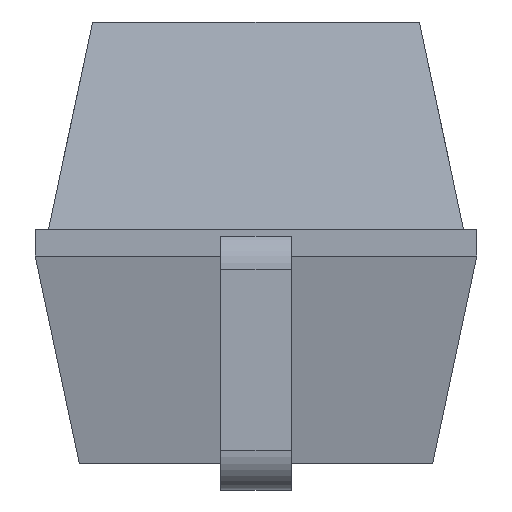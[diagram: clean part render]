
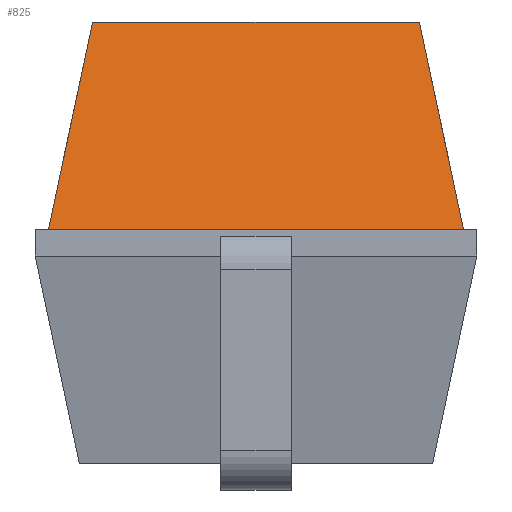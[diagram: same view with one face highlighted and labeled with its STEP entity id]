
A CAD part, left-side view. The second image highlights one B-rep face of the part: STEP entity #825.
In plain terms, the highlighted free-form (B-spline) face has degree [1, 1] with [2, 2] control points.
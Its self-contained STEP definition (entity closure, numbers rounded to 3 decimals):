
#60=VECTOR('',#61,1.);
#61=DIRECTION('',(0.,-1.,0.));
#530=VERTEX_POINT('',#531);
#531=CARTESIAN_POINT('',(-2.625,-1.175,1.475));
#703=VERTEX_POINT('',#704);
#704=CARTESIAN_POINT('',(-2.375,-0.925,2.65));
#707=EDGE_CURVE('',#530,#703,#708,.T.);
#708=B_SPLINE_CURVE_WITH_KNOTS('',1,(#531,#704),.UNSPECIFIED.,.F.,.F.,(2,2),(0.,1.),.PIECEWISE_BEZIER_KNOTS.);
#716=EDGE_CURVE('',#717,#530,#719,.T.);
#717=VERTEX_POINT('',#718);
#718=CARTESIAN_POINT('',(-2.625,1.175,1.475));
#719=LINE('',#718,#60);
#751=ORIENTED_EDGE('',*,*,#752,.F.);
#752=EDGE_CURVE('',#753,#703,#755,.T.);
#753=VERTEX_POINT('',#754);
#754=CARTESIAN_POINT('',(-2.375,0.925,2.65));
#755=LINE('',#754,#60);
#825=ADVANCED_FACE('',(#826),#833,.T.);
#826=FACE_BOUND('',#827,.T.);
#827=EDGE_LOOP('',(#828,#829,#751,#830));
#828=ORIENTED_EDGE('',*,*,#716,.T.);
#829=ORIENTED_EDGE('',*,*,#707,.T.);
#830=ORIENTED_EDGE('',*,*,#831,.F.);
#831=EDGE_CURVE('',#717,#753,#832,.T.);
#832=B_SPLINE_CURVE_WITH_KNOTS('',1,(#718,#754),.UNSPECIFIED.,.F.,.F.,(2,2),(0.,1.),.PIECEWISE_BEZIER_KNOTS.);
#833=B_SPLINE_SURFACE_WITH_KNOTS('',1,1,((#718,#754),(#531,#704)),.UNSPECIFIED.,.F.,.F.,.F.,(2,2),(2,2),(0.,2.35),(0.,1.),.PIECEWISE_BEZIER_KNOTS.);
